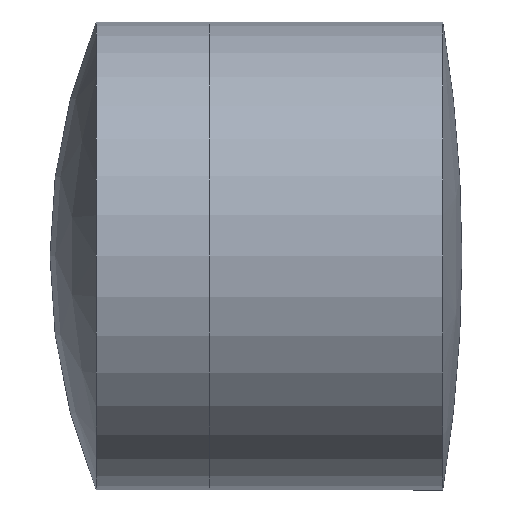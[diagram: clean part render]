
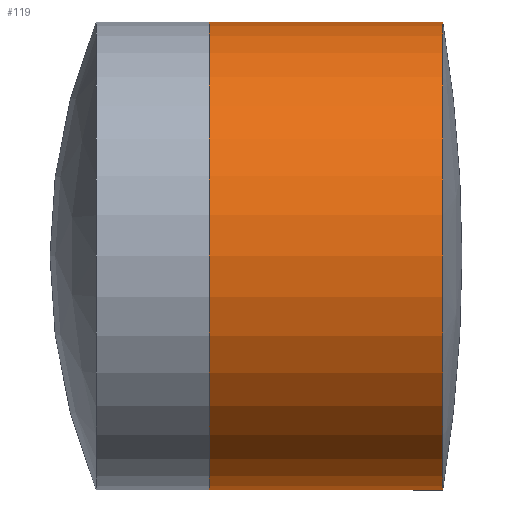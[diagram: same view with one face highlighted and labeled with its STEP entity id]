
A CAD part, front view. The second image highlights one B-rep face of the part: STEP entity #119.
In plain terms, the highlighted cylindrical face has radius 2.5 mm (diameter 5 mm), a partial arc.
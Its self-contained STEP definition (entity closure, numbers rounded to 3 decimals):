
#4 = AXIS2_PLACEMENT_3D ( 'NONE', #124, #282, #99 ) ;
#8 = DIRECTION ( 'NONE',  ( -1., 0., 0. ) ) ;
#33 = DIRECTION ( 'NONE',  ( 0., 0., 1. ) ) ;
#36 = DIRECTION ( 'NONE',  ( -1., 0., 0. ) ) ;
#42 = CARTESIAN_POINT ( 'NONE',  ( 6.174, 0., 0. ) ) ;
#86 = VERTEX_POINT ( 'NONE', #193 ) ;
#88 = CARTESIAN_POINT ( 'NONE',  ( -0.552, 0., -2.5 ) ) ;
#89 = DIRECTION ( 'NONE',  ( -1., 0., 0. ) ) ;
#99 = DIRECTION ( 'NONE',  ( 0., 0., 1. ) ) ;
#112 = DIRECTION ( 'NONE',  ( 0., 0., 1. ) ) ;
#113 = FACE_OUTER_BOUND ( 'NONE', #343, .T. ) ;
#117 = CARTESIAN_POINT ( 'NONE',  ( -0.552, 0., 0. ) ) ;
#118 = VECTOR ( 'NONE', #89, 1000. ) ;
#119 = ADVANCED_FACE ( 'NONE', ( #113 ), #143, .T. ) ;
#124 = CARTESIAN_POINT ( 'NONE',  ( 3.677, 0., 0. ) ) ;
#137 = CARTESIAN_POINT ( 'NONE',  ( 6.174, 0., -2.5 ) ) ;
#140 = ORIENTED_EDGE ( 'NONE', *, *, #326, .F. ) ;
#143 = CYLINDRICAL_SURFACE ( 'NONE', #164, 2.5 ) ;
#159 = VERTEX_POINT ( 'NONE', #137 ) ;
#164 = AXIS2_PLACEMENT_3D ( 'NONE', #117, #8, #33 ) ;
#175 = EDGE_CURVE ( 'NONE', #159, #259, #208, .T. ) ;
#180 = EDGE_CURVE ( 'NONE', #159, #86, #317, .T. ) ;
#193 = CARTESIAN_POINT ( 'NONE',  ( 6.174, 0., 2.5 ) ) ;
#208 = LINE ( 'NONE', #88, #118 ) ;
#212 = ORIENTED_EDGE ( 'NONE', *, *, #180, .T. ) ;
#221 = EDGE_CURVE ( 'NONE', #86, #335, #293, .T. ) ;
#228 = CARTESIAN_POINT ( 'NONE',  ( 3.677, 0., -2.5 ) ) ;
#256 = CARTESIAN_POINT ( 'NONE',  ( -0.552, 0., 2.5 ) ) ;
#257 = DIRECTION ( 'NONE',  ( -1., 0., 0. ) ) ;
#259 = VERTEX_POINT ( 'NONE', #228 ) ;
#262 = ORIENTED_EDGE ( 'NONE', *, *, #221, .T. ) ;
#273 = AXIS2_PLACEMENT_3D ( 'NONE', #42, #36, #112 ) ;
#282 = DIRECTION ( 'NONE',  ( -1., 0., 0. ) ) ;
#293 = LINE ( 'NONE', #256, #306 ) ;
#295 = CIRCLE ( 'NONE', #4, 2.5 ) ;
#302 = ORIENTED_EDGE ( 'NONE', *, *, #175, .F. ) ;
#306 = VECTOR ( 'NONE', #257, 1000. ) ;
#314 = CARTESIAN_POINT ( 'NONE',  ( 3.677, 0., 2.5 ) ) ;
#317 = CIRCLE ( 'NONE', #273, 2.5 ) ;
#326 = EDGE_CURVE ( 'NONE', #259, #335, #295, .T. ) ;
#335 = VERTEX_POINT ( 'NONE', #314 ) ;
#343 = EDGE_LOOP ( 'NONE', ( #302, #212, #262, #140 ) ) ;
